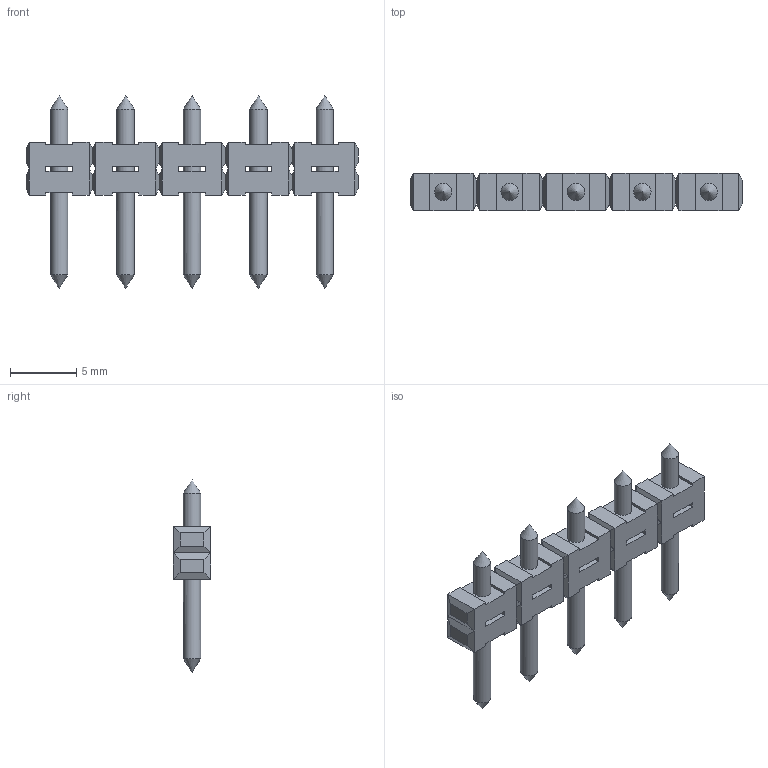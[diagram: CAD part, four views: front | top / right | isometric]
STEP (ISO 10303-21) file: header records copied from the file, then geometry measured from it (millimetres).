
FILE_DESCRIPTION(('STEP AP214'),'1');
FILE_NAME('PVSD05-5.stp','2018-11-21T09:54:39',(' '),(' '),'Spatial InterOp 3D',' ',' ');
FILE_SCHEMA(('AUTOMOTIVE_DESIGN { 1 0 10303 214 1 1 1 1 }'));
Length unit declared in the file: metre
Products named in the file (1): 1
Bounding box: 25 x 2.8 x 14.5 mm (x, y, z)
Volume: 313.4 mm3; surface area: 648.3 mm2
Topology: 1 solids, 1 shells, 189 faces, 483 edges, 288 vertices
Faces by surface type: plane 164, cylinder 15, cone 10
Full cylindrical faces by diameter (mm): 1.3 x15
Entity records: 6721 total; most frequent: CARTESIAN_POINT 886, ORIENTED_EDGE 856, DIRECTION 838, EDGE_CURVE 428, LINE 398, VECTOR 398, VERTEX_POINT 268, EDGE_LOOP 234
